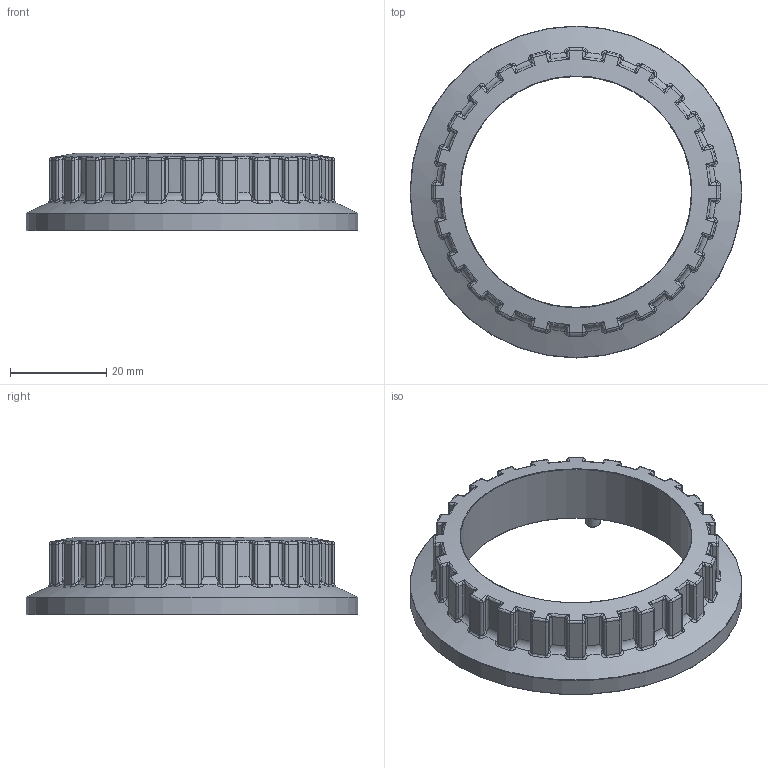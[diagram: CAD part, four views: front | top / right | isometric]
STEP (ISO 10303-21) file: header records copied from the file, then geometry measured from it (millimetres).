
FILE_DESCRIPTION(/* description */ (''),/* implementation_level */ '2;1');
FILE_NAME(/* name */ 'Knob Low Profile.step',/* time_stamp */ '2023-08-28T17:29:00+01:00',/* author */ (''),/* organization */ (''),/* preprocessor_version */ 'ST-DEVELOPER v20',/* originating_system */ 'Autodesk Translation Framework v12.9.0.99',/* authorisation */ '');
FILE_SCHEMA (('AUTOMOTIVE_DESIGN { 1 0 10303 214 3 1 1 }'));
Length unit declared in the file: millimetre
Products named in the file (1): Knob Low Profile
Bounding box: 69 x 69 x 16.09 mm (x, y, z)
Volume: 13725.9 mm3; surface area: 9587 mm2
Topology: 1 solids, 1 shells, 625 faces, 1482 edges, 823 vertices
Faces by surface type: bspline 288, cylinder 135, plane 86, torus 53, sphere 48, cone 15
Full cylindrical faces by diameter (mm): 3 x4, 4.1 x8, 48 x1, 62.4 x1, 69 x1
Entity records: 26235 total; most frequent: CARTESIAN_POINT 14183, ORIENTED_EDGE 2868, DIRECTION 1878, EDGE_CURVE 1434, AXIS2_PLACEMENT_3D 828, VERTEX_POINT 823, B_SPLINE_CURVE_WITH_KNOTS 722, EDGE_LOOP 639
